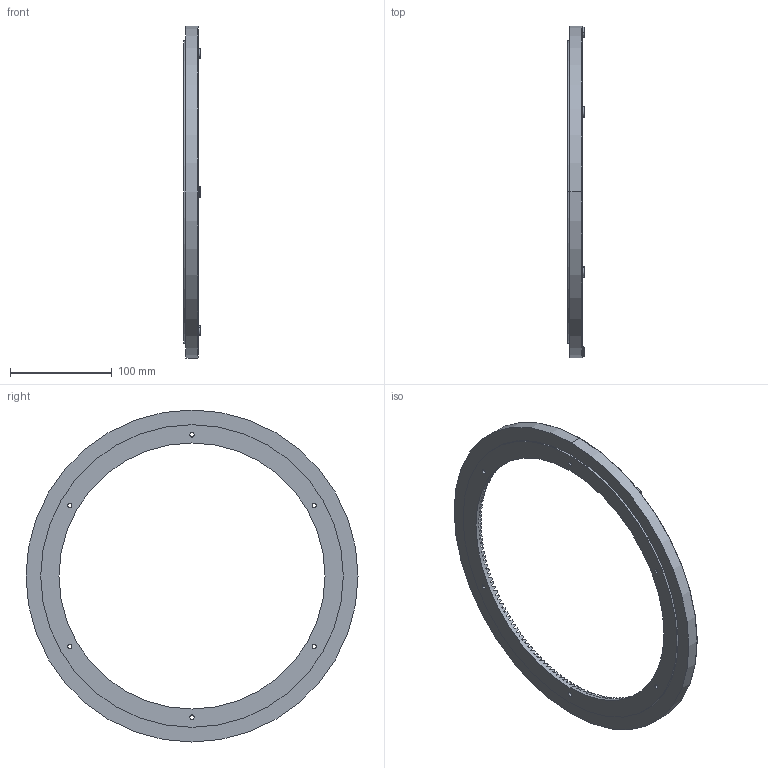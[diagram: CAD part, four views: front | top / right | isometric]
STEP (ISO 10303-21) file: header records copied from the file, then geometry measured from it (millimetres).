
FILE_DESCRIPTION (( 'STEP AP214' ), '1' );
FILE_NAME ('0018813_LE320-10_(A-01).step', '2019-10-28T09:32:56', ( '' ), ( '' ), 'SwSTEP 2.0', 'SolidWorks 2018', '' );
FILE_SCHEMA (( 'AUTOMOTIVE_DESIGN' ));
Length unit declared in the file: millimetre
Products named in the file (1): 0018813_LE320-10_(A-01)
Bounding box: 16 x 327 x 327 mm (x, y, z)
Volume: 280079.8 mm3; surface area: 92076.7 mm2
Topology: 1 solids, 1 shells, 930 faces, 2401 edges, 1482 vertices
Faces by surface type: plane 714, cone 180, cylinder 30, torus 6
Entity records: 28258 total; most frequent: CARTESIAN_POINT 6926, ORIENTED_EDGE 4802, DIRECTION 4518, EDGE_CURVE 2401, AXIS2_PLACEMENT_3D 1890, VERTEX_POINT 1482, CIRCLE 959, EDGE_LOOP 953
